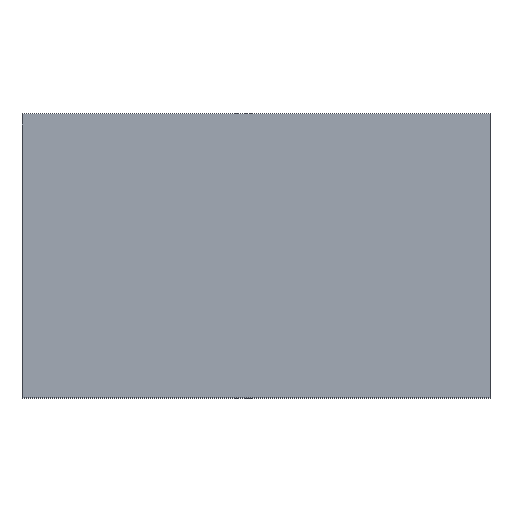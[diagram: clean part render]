
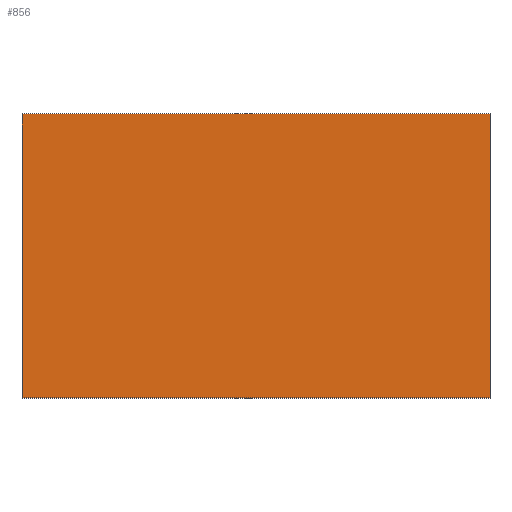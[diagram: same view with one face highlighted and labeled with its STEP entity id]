
A CAD part, top view. The second image highlights one B-rep face of the part: STEP entity #856.
In plain terms, the highlighted free-form (B-spline) face has degree [1, 1] with [2, 2] control points.
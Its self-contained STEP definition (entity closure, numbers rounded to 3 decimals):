
#817=CARTESIAN_POINT('',(1.78,-1.08,1.51));
#818=CARTESIAN_POINT('',(1.78,1.08,1.51));
#819=CARTESIAN_POINT('',(-1.78,-1.08,1.51));
#820=CARTESIAN_POINT('',(-1.78,1.08,1.51));
#821=B_SPLINE_SURFACE_WITH_KNOTS('',1,1,((#817,#819),(#818,#820)),.UNSPECIFIED.,.F.,.F.,.U.,(2,2),(2,2),(0.0,2.16),(0.0,3.56),.UNSPECIFIED.);
#822=CARTESIAN_POINT('',(-1.78,1.08,1.51));
#823=VERTEX_POINT('',#822);
#824=CARTESIAN_POINT('',(1.78,1.08,1.51));
#825=VERTEX_POINT('',#824);
#826=CARTESIAN_POINT('',(-1.78,1.08,1.51));
#827=DIRECTION('',(1.0,0.0,0.0));
#828=VECTOR('',#827,3.56);
#829=LINE('',#826,#828);
#830=EDGE_CURVE('',#823,#825,#829,.T.);
#831=ORIENTED_EDGE('',*,*,#830,.F.);
#832=CARTESIAN_POINT('',(-1.78,-1.08,1.51));
#833=VERTEX_POINT('',#832);
#834=CARTESIAN_POINT('',(-1.78,-1.08,1.51));
#835=DIRECTION('',(0.0,1.0,0.0));
#836=VECTOR('',#835,2.16);
#837=LINE('',#834,#836);
#838=EDGE_CURVE('',#833,#823,#837,.T.);
#839=ORIENTED_EDGE('',*,*,#838,.F.);
#840=CARTESIAN_POINT('',(1.78,-1.08,1.51));
#841=VERTEX_POINT('',#840);
#842=CARTESIAN_POINT('',(1.78,-1.08,1.51));
#843=DIRECTION('',(-1.0,0.0,0.0));
#844=VECTOR('',#843,3.56);
#845=LINE('',#842,#844);
#846=EDGE_CURVE('',#841,#833,#845,.T.);
#847=ORIENTED_EDGE('',*,*,#846,.F.);
#848=CARTESIAN_POINT('',(1.78,1.08,1.51));
#849=DIRECTION('',(0.0,-1.0,0.0));
#850=VECTOR('',#849,2.16);
#851=LINE('',#848,#850);
#852=EDGE_CURVE('',#825,#841,#851,.T.);
#853=ORIENTED_EDGE('',*,*,#852,.F.);
#854=EDGE_LOOP('',(#831,#839,#847,#853));
#855=FACE_OUTER_BOUND('',#854,.T.);
#856=ADVANCED_FACE('',(#855),#821,.T.);
